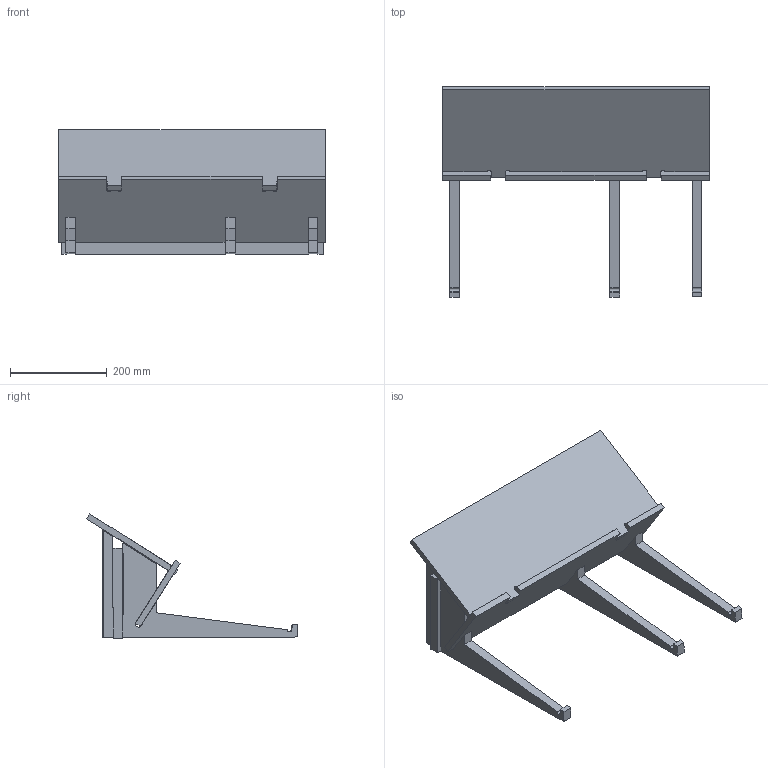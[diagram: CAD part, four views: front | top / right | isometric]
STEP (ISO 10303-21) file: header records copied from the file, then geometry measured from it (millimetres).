
FILE_DESCRIPTION(/* description */ (''),/* implementation_level */ '2;1');
FILE_NAME(/* name */ 'Edgar Lepetit Proyecto mesasica vf.step',/* time_stamp */ '2024-07-08T21:31:24+02:00',/* author */ (''),/* organization */ (''),/* preprocessor_version */ 'ST-DEVELOPER v20',/* originating_system */ 'Autodesk Translation Framework v13.14.0.145',/* authorisation */ '');
FILE_SCHEMA (('AUTOMOTIVE_DESIGN { 1 0 10303 214 3 1 1 }'));
Length unit declared in the file: millimetre
Products named in the file (9): Proyecto final Edgar Lepetit "la mesasica"; Proyecto CNC v10; Wall; Proyecto CNC v7; Proyecto CNC v7_1; Proyecto CNC v7_2; Feet (1); Flat; Support
Assembly tree (10 placements, depth 3):
  Proyecto final Edgar Lepetit "la mesasica"
    Proyecto CNC v10
      Wall
    Proyecto CNC v7
      Feet (1)
    Proyecto CNC v7_1
      Feet (1)
    Proyecto CNC v7_2
      Feet (1)
    Flat
    Support
Bounding box: 550.35 x 434.58 x 256.08 mm (x, y, z)
Volume: 5796026.1 mm3; surface area: 905377.1 mm2
Topology: 6 solids, 6 shells, 133 faces, 363 edges, 242 vertices
Faces by surface type: plane 100, cylinder 33
Entity records: 2978 total; most frequent: CARTESIAN_POINT 501, DIRECTION 491, ORIENTED_EDGE 474, EDGE_CURVE 237, LINE 195, VECTOR 195, VERTEX_POINT 158, AXIS2_PLACEMENT_3D 148
